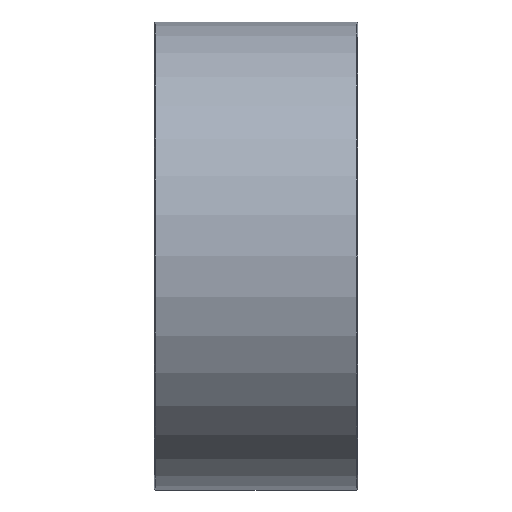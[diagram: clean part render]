
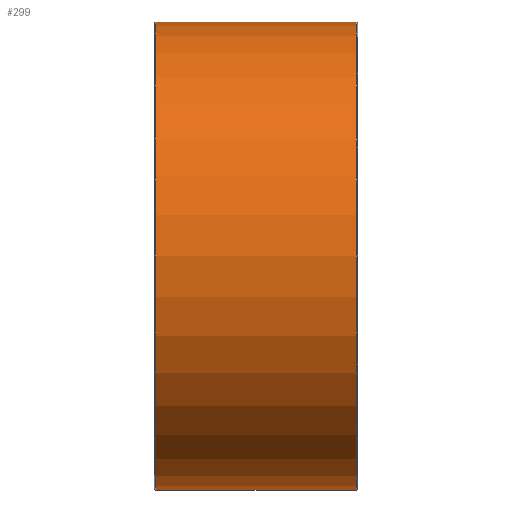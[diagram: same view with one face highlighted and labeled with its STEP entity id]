
A CAD part, front view. The second image highlights one B-rep face of the part: STEP entity #299.
In plain terms, the highlighted cylindrical face has radius 69 mm (diameter 138 mm), a full revolution.
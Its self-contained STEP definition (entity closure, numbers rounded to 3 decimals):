
#66=FACE_BOUND('',#124,.T.);
#67=FACE_BOUND('',#125,.T.);
#84=CIRCLE('',#328,69.);
#85=CIRCLE('',#329,69.);
#97=FACE_OUTER_BOUND('',#123,.T.);
#123=EDGE_LOOP('',(#231));
#124=EDGE_LOOP('',(#232));
#125=EDGE_LOOP('',(#233));
#156=B_SPLINE_CURVE_WITH_KNOTS('',3,(#587,#588,#589,#590,#591,#592,#593,
#594,#595,#596,#597,#598,#599,#600,#601,#602,#603),.UNSPECIFIED.,.T.,.F.,
(4,1,1,1,1,1,1,1,1,1,1,1,1,1,4),(-6.036,-5.605,-5.174,
-4.743,-4.312,-3.88,-3.449,
-2.874,-2.587,-2.299,-1.725,
-1.293,-0.862,-0.431,0.),
 .UNSPECIFIED.);
#161=VERTEX_POINT('',#567);
#164=VERTEX_POINT('',#608);
#165=VERTEX_POINT('',#610);
#191=EDGE_CURVE('',#161,#161,#156,.T.);
#193=EDGE_CURVE('',#164,#164,#84,.T.);
#194=EDGE_CURVE('',#165,#165,#85,.T.);
#231=ORIENTED_EDGE('',*,*,#193,.F.);
#232=ORIENTED_EDGE('',*,*,#194,.F.);
#233=ORIENTED_EDGE('',*,*,#191,.F.);
#293=CYLINDRICAL_SURFACE('',#327,69.);
#299=ADVANCED_FACE('',(#97,#66,#67),#293,.T.);
#327=AXIS2_PLACEMENT_3D('',#607,#372,#373);
#328=AXIS2_PLACEMENT_3D('',#609,#374,#375);
#329=AXIS2_PLACEMENT_3D('',#611,#376,#377);
#372=DIRECTION('center_axis',(1.,0.,0.));
#373=DIRECTION('ref_axis',(0.,1.,0.));
#374=DIRECTION('center_axis',(-1.,0.,0.));
#375=DIRECTION('ref_axis',(0.,-1.,0.));
#376=DIRECTION('center_axis',(1.,0.,0.));
#377=DIRECTION('ref_axis',(0.,-1.,0.));
#567=CARTESIAN_POINT('',(0.,68.143,-10.843));
#587=CARTESIAN_POINT('Ctrl Pts',(-0.001,68.142,
-10.843));
#588=CARTESIAN_POINT('Ctrl Pts',(-1.641,68.142,-10.843));
#589=CARTESIAN_POINT('Ctrl Pts',(-4.918,68.265,-10.11));
#590=CARTESIAN_POINT('Ctrl Pts',(-8.883,68.681,-7.002));
#591=CARTESIAN_POINT('Ctrl Pts',(-11.083,69.013,-2.525));
#592=CARTESIAN_POINT('Ctrl Pts',(-11.095,69.013,2.492));
#593=CARTESIAN_POINT('Ctrl Pts',(-8.897,68.685,6.978));
#594=CARTESIAN_POINT('Ctrl Pts',(-4.52,68.218,10.446));
#595=CARTESIAN_POINT('Ctrl Pts',(0.596,68.081,11.216));
#596=CARTESIAN_POINT('Ctrl Pts',(4.841,68.289,9.914));
#597=CARTESIAN_POINT('Ctrl Pts',(8.511,68.623,7.461));
#598=CARTESIAN_POINT('Ctrl Pts',(11.093,69.015,3.066));
#599=CARTESIAN_POINT('Ctrl Pts',(11.09,69.012,-2.495));
#600=CARTESIAN_POINT('Ctrl Pts',(8.892,68.683,-6.99));
#601=CARTESIAN_POINT('Ctrl Pts',(4.948,68.267,-10.099));
#602=CARTESIAN_POINT('Ctrl Pts',(1.639,68.142,-10.843));
#603=CARTESIAN_POINT('Ctrl Pts',(-0.001,68.142,
-10.843));
#607=CARTESIAN_POINT('Origin',(0.,0.,0.));
#608=CARTESIAN_POINT('',(-29.5,69.,0.));
#609=CARTESIAN_POINT('Origin',(-29.5,0.,0.));
#610=CARTESIAN_POINT('',(29.5,69.,0.));
#611=CARTESIAN_POINT('Origin',(29.5,0.,0.));
